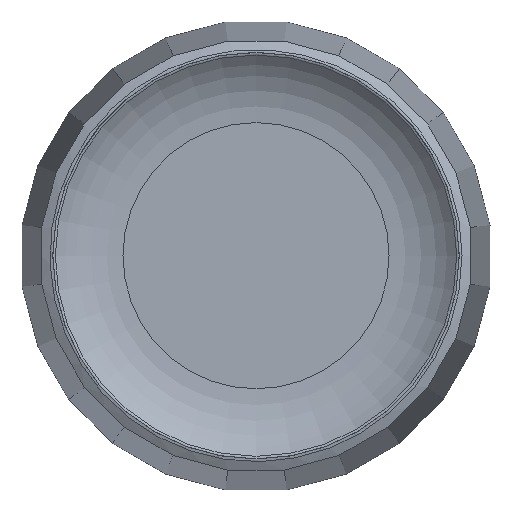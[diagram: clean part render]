
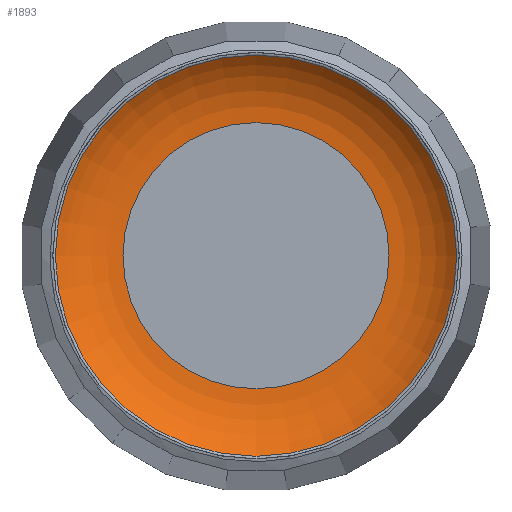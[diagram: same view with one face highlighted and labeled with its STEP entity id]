
A CAD part, top view. The second image highlights one B-rep face of the part: STEP entity #1893.
In plain terms, the highlighted toroidal (fillet/blend) face has major radius 10.887 mm and minor radius 8 mm.
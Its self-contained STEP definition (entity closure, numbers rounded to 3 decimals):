
#1870 = VERTEX_POINT('',#1871);
#1871 = CARTESIAN_POINT('',(16.414,0.,17.417));
#1881 = EDGE_CURVE('',#1870,#1870,#1882,.T.);
#1882 = CIRCLE('',#1883,16.414);
#1883 = AXIS2_PLACEMENT_3D('',#1884,#1885,#1886);
#1884 = CARTESIAN_POINT('',(0.,0.,17.417));
#1885 = DIRECTION('',(0.,0.,1.));
#1886 = DIRECTION('',(1.,0.,0.));
#1893 = ADVANCED_FACE('',(#1894),#1917,.F.);
#1894 = FACE_BOUND('',#1895,.F.);
#1895 = EDGE_LOOP('',(#1896,#1897,#1909,#1916));
#1896 = ORIENTED_EDGE('',*,*,#1881,.F.);
#1897 = ORIENTED_EDGE('',*,*,#1898,.F.);
#1898 = EDGE_CURVE('',#1899,#1870,#1901,.T.);
#1899 = VERTEX_POINT('',#1900);
#1900 = CARTESIAN_POINT('',(10.887,0.,15.2));
#1901 = ( BOUNDED_CURVE() B_SPLINE_CURVE(6,(#1902,#1903,#1904,#1905,
#1906,#1907,#1908),.UNSPECIFIED.,.F.,.F.) B_SPLINE_CURVE_WITH_KNOTS((7,7
),(4.712,5.475),.PIECEWISE_BEZIER_KNOTS.) CURVE() 
GEOMETRIC_REPRESENTATION_ITEM() RATIONAL_B_SPLINE_CURVE((1.007,
    1.002,1.,0.999,1.,
1.002,1.007)) REPRESENTATION_ITEM('') );
#1902 = CARTESIAN_POINT('',(10.887,0.,15.2));
#1903 = CARTESIAN_POINT('',(11.909,0.,15.2));
#1904 = CARTESIAN_POINT('',(12.925,0.,15.356));
#1905 = CARTESIAN_POINT('',(13.908,0.,15.666));
#1906 = CARTESIAN_POINT('',(14.833,0.,16.122));
#1907 = CARTESIAN_POINT('',(15.675,0.,16.711));
#1908 = CARTESIAN_POINT('',(16.414,0.,17.417));
#1909 = ORIENTED_EDGE('',*,*,#1910,.T.);
#1910 = EDGE_CURVE('',#1899,#1899,#1911,.T.);
#1911 = CIRCLE('',#1912,10.887);
#1912 = AXIS2_PLACEMENT_3D('',#1913,#1914,#1915);
#1913 = CARTESIAN_POINT('',(0.,0.,15.2));
#1914 = DIRECTION('',(0.,0.,1.));
#1915 = DIRECTION('',(1.,0.,0.));
#1916 = ORIENTED_EDGE('',*,*,#1898,.T.);
#1917 = TOROIDAL_SURFACE('',#1918,10.887,8.);
#1918 = AXIS2_PLACEMENT_3D('',#1919,#1920,#1921);
#1919 = CARTESIAN_POINT('',(0.,0.,23.2));
#1920 = DIRECTION('',(0.,0.,1.));
#1921 = DIRECTION('',(1.,0.,0.));
